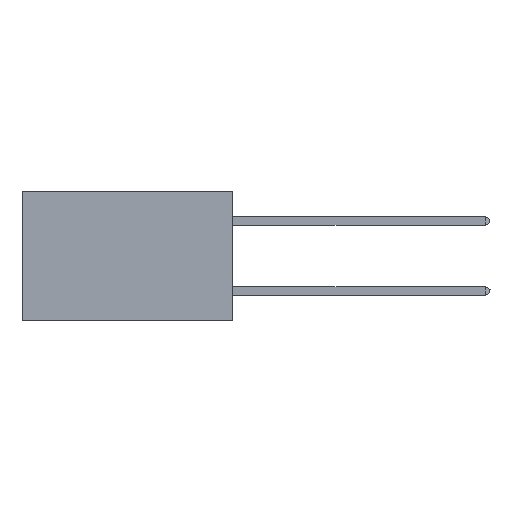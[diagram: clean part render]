
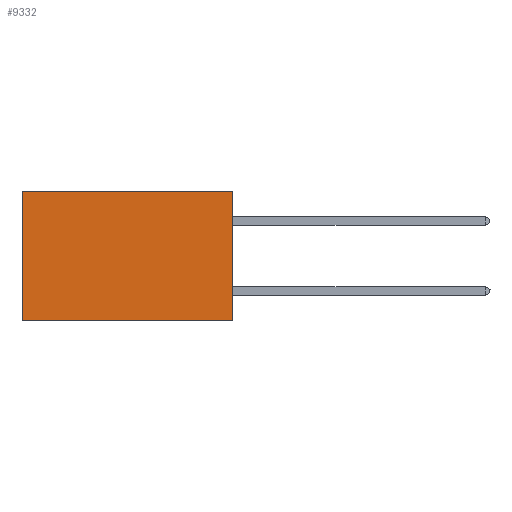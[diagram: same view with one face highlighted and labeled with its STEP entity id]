
A CAD part, left-side view. The second image highlights one B-rep face of the part: STEP entity #9332.
In plain terms, the highlighted planar face has unit normal (-1, 0, 0).
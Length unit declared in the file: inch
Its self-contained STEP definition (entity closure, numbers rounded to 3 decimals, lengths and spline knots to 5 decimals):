
#590 = ORIENTED_EDGE ( 'NONE', *, *, #7108, .F. ) ;
#602 = CARTESIAN_POINT ( 'NONE',  ( 0.2875, 0., -0.37 ) ) ;
#1620 = CARTESIAN_POINT ( 'NONE',  ( 0.2875, 0., 0. ) ) ;
#1881 = VECTOR ( 'NONE', #15647, 39.37008 ) ;
#2006 = VERTEX_POINT ( 'NONE', #7850 ) ;
#2601 = VERTEX_POINT ( 'NONE', #602 ) ;
#4595 = DIRECTION ( 'NONE',  ( 0., 1., 0. ) ) ;
#4662 = EDGE_CURVE ( 'NONE', #16376, #13314, #9416, .T. ) ;
#5507 = CARTESIAN_POINT ( 'NONE',  ( 0.2875, 0.6, 0. ) ) ;
#5810 = VECTOR ( 'NONE', #6192, 39.37008 ) ;
#5969 = CARTESIAN_POINT ( 'NONE',  ( 0.2875, 0.6, 0. ) ) ;
#6057 = LINE ( 'NONE', #5969, #17043 ) ;
#6192 = DIRECTION ( 'NONE',  ( 0., 0., -1. ) ) ;
#6466 = EDGE_CURVE ( 'NONE', #13314, #2006, #6057, .T. ) ;
#7108 = EDGE_CURVE ( 'NONE', #16376, #2601, #9545, .T. ) ;
#7679 = DIRECTION ( 'NONE',  ( 1., 0., 0. ) ) ;
#7850 = CARTESIAN_POINT ( 'NONE',  ( 0.2875, 0.6, -0.37 ) ) ;
#8018 = EDGE_LOOP ( 'NONE', ( #10151, #11082, #590, #18022 ) ) ;
#9332 = ADVANCED_FACE ( 'NONE', ( #18038 ), #10477, .F. ) ;
#9416 = LINE ( 'NONE', #1620, #16272 ) ;
#9505 = LINE ( 'NONE', #12976, #1881 ) ;
#9545 = LINE ( 'NONE', #11799, #5810 ) ;
#9765 = EDGE_CURVE ( 'NONE', #2601, #2006, #9505, .T. ) ;
#10151 = ORIENTED_EDGE ( 'NONE', *, *, #6466, .T. ) ;
#10477 = PLANE ( 'NONE',  #11811 ) ;
#11082 = ORIENTED_EDGE ( 'NONE', *, *, #9765, .F. ) ;
#11799 = CARTESIAN_POINT ( 'NONE',  ( 0.2875, 0., 0. ) ) ;
#11811 = AXIS2_PLACEMENT_3D ( 'NONE', #15952, #7679, #17280 ) ;
#12924 = DIRECTION ( 'NONE',  ( 0., 0., -1. ) ) ;
#12976 = CARTESIAN_POINT ( 'NONE',  ( 0.2875, 0., -0.37 ) ) ;
#13314 = VERTEX_POINT ( 'NONE', #5507 ) ;
#15647 = DIRECTION ( 'NONE',  ( 0., 1., 0. ) ) ;
#15952 = CARTESIAN_POINT ( 'NONE',  ( 0.2875, 0., 0. ) ) ;
#16272 = VECTOR ( 'NONE', #4595, 39.37008 ) ;
#16376 = VERTEX_POINT ( 'NONE', #16458 ) ;
#16458 = CARTESIAN_POINT ( 'NONE',  ( 0.2875, 0., 0. ) ) ;
#17043 = VECTOR ( 'NONE', #12924, 39.37008 ) ;
#17280 = DIRECTION ( 'NONE',  ( 0., 0., -1. ) ) ;
#18022 = ORIENTED_EDGE ( 'NONE', *, *, #4662, .T. ) ;
#18038 = FACE_OUTER_BOUND ( 'NONE', #8018, .T. ) ;
